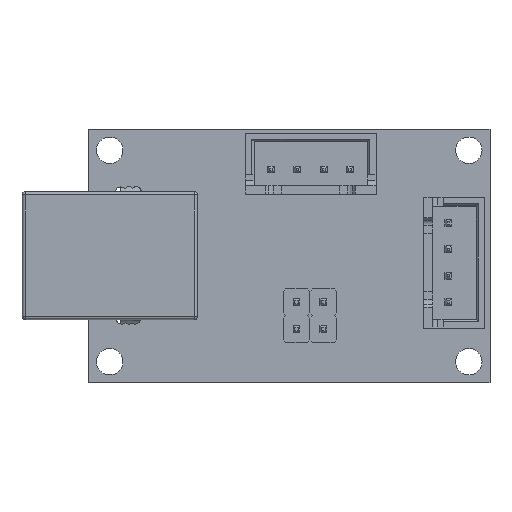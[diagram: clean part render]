
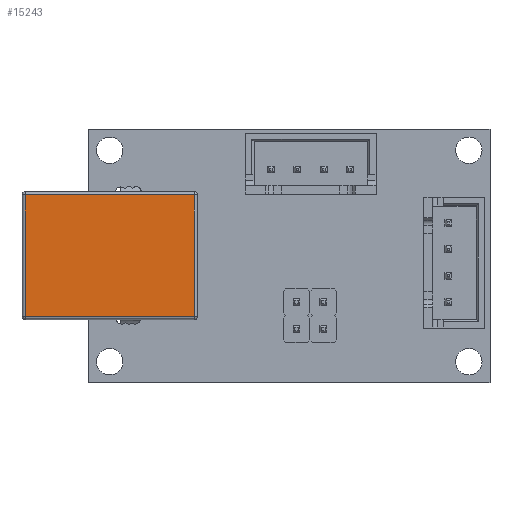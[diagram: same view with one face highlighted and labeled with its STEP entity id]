
A CAD part, top view. The second image highlights one B-rep face of the part: STEP entity #15243.
In plain terms, the highlighted face is planar.
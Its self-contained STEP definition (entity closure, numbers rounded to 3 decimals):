
#15096 = CYLINDRICAL_SURFACE('',#15097,0.3);
#15097 = AXIS2_PLACEMENT_3D('',#15098,#15099,#15100);
#15098 = CARTESIAN_POINT('',(0.3,10.45,16.6));
#15099 = DIRECTION('',(0.,0.,-1.));
#15100 = DIRECTION('',(-1.,0.,0.));
#15210 = CYLINDRICAL_SURFACE('',#15211,0.3);
#15211 = AXIS2_PLACEMENT_3D('',#15212,#15213,#15214);
#15212 = CARTESIAN_POINT('',(11.8,10.45,16.6));
#15213 = DIRECTION('',(0.,0.,-1.));
#15214 = DIRECTION('',(-1.,0.,0.));
#15243 = ADVANCED_FACE('',(#15244),#15258,.F.);
#15244 = FACE_BOUND('',#15245,.F.);
#15245 = EDGE_LOOP('',(#15246,#15276,#15304,#15327));
#15246 = ORIENTED_EDGE('',*,*,#15247,.F.);
#15247 = EDGE_CURVE('',#15248,#15250,#15252,.T.);
#15248 = VERTEX_POINT('',#15249);
#15249 = CARTESIAN_POINT('',(0.3,10.75,0.3));
#15250 = VERTEX_POINT('',#15251);
#15251 = CARTESIAN_POINT('',(0.3,10.75,16.3));
#15252 = SURFACE_CURVE('',#15253,(#15257,#15269),.PCURVE_S1.);
#15253 = LINE('',#15254,#15255);
#15254 = CARTESIAN_POINT('',(0.3,10.75,16.6));
#15255 = VECTOR('',#15256,1.);
#15256 = DIRECTION('',(0.,0.,1.));
#15257 = PCURVE('',#15258,#15263);
#15258 = PLANE('',#15259);
#15259 = AXIS2_PLACEMENT_3D('',#15260,#15261,#15262);
#15260 = CARTESIAN_POINT('',(0.,10.75,16.6));
#15261 = DIRECTION('',(0.,-1.,0.));
#15262 = DIRECTION('',(0.,0.,-1.));
#15263 = DEFINITIONAL_REPRESENTATION('',(#15264),#15268);
#15264 = LINE('',#15265,#15266);
#15265 = CARTESIAN_POINT('',(0.,0.3));
#15266 = VECTOR('',#15267,1.);
#15267 = DIRECTION('',(-1.,0.));
#15268 = ( GEOMETRIC_REPRESENTATION_CONTEXT(2) 
PARAMETRIC_REPRESENTATION_CONTEXT() REPRESENTATION_CONTEXT('2D SPACE',''
  ) );
#15269 = PCURVE('',#15096,#15270);
#15270 = DEFINITIONAL_REPRESENTATION('',(#15271),#15275);
#15271 = LINE('',#15272,#15273);
#15272 = CARTESIAN_POINT('',(1.571,0.));
#15273 = VECTOR('',#15274,1.);
#15274 = DIRECTION('',(0.,-1.));
#15275 = ( GEOMETRIC_REPRESENTATION_CONTEXT(2) 
PARAMETRIC_REPRESENTATION_CONTEXT() REPRESENTATION_CONTEXT('2D SPACE',''
  ) );
#15276 = ORIENTED_EDGE('',*,*,#15277,.F.);
#15277 = EDGE_CURVE('',#15278,#15248,#15280,.T.);
#15278 = VERTEX_POINT('',#15279);
#15279 = CARTESIAN_POINT('',(11.8,10.75,0.3));
#15280 = SURFACE_CURVE('',#15281,(#15285,#15292),.PCURVE_S1.);
#15281 = LINE('',#15282,#15283);
#15282 = CARTESIAN_POINT('',(0.,10.75,0.3));
#15283 = VECTOR('',#15284,1.);
#15284 = DIRECTION('',(-1.,0.,0.));
#15285 = PCURVE('',#15258,#15286);
#15286 = DEFINITIONAL_REPRESENTATION('',(#15287),#15291);
#15287 = LINE('',#15288,#15289);
#15288 = CARTESIAN_POINT('',(16.3,0.));
#15289 = VECTOR('',#15290,1.);
#15290 = DIRECTION('',(0.,-1.));
#15291 = ( GEOMETRIC_REPRESENTATION_CONTEXT(2) 
PARAMETRIC_REPRESENTATION_CONTEXT() REPRESENTATION_CONTEXT('2D SPACE',''
  ) );
#15292 = PCURVE('',#15293,#15298);
#15293 = CYLINDRICAL_SURFACE('',#15294,0.3);
#15294 = AXIS2_PLACEMENT_3D('',#15295,#15296,#15297);
#15295 = CARTESIAN_POINT('',(0.,10.45,0.3));
#15296 = DIRECTION('',(1.,0.,0.));
#15297 = DIRECTION('',(0.,0.,-1.));
#15298 = DEFINITIONAL_REPRESENTATION('',(#15299),#15303);
#15299 = LINE('',#15300,#15301);
#15300 = CARTESIAN_POINT('',(1.571,0.));
#15301 = VECTOR('',#15302,1.);
#15302 = DIRECTION('',(0.,-1.));
#15303 = ( GEOMETRIC_REPRESENTATION_CONTEXT(2) 
PARAMETRIC_REPRESENTATION_CONTEXT() REPRESENTATION_CONTEXT('2D SPACE',''
  ) );
#15304 = ORIENTED_EDGE('',*,*,#15305,.F.);
#15305 = EDGE_CURVE('',#15306,#15278,#15308,.T.);
#15306 = VERTEX_POINT('',#15307);
#15307 = CARTESIAN_POINT('',(11.8,10.75,16.3));
#15308 = SURFACE_CURVE('',#15309,(#15313,#15320),.PCURVE_S1.);
#15309 = LINE('',#15310,#15311);
#15310 = CARTESIAN_POINT('',(11.8,10.75,16.6));
#15311 = VECTOR('',#15312,1.);
#15312 = DIRECTION('',(0.,0.,-1.));
#15313 = PCURVE('',#15258,#15314);
#15314 = DEFINITIONAL_REPRESENTATION('',(#15315),#15319);
#15315 = LINE('',#15316,#15317);
#15316 = CARTESIAN_POINT('',(0.,11.8));
#15317 = VECTOR('',#15318,1.);
#15318 = DIRECTION('',(1.,0.));
#15319 = ( GEOMETRIC_REPRESENTATION_CONTEXT(2) 
PARAMETRIC_REPRESENTATION_CONTEXT() REPRESENTATION_CONTEXT('2D SPACE',''
  ) );
#15320 = PCURVE('',#15210,#15321);
#15321 = DEFINITIONAL_REPRESENTATION('',(#15322),#15326);
#15322 = LINE('',#15323,#15324);
#15323 = CARTESIAN_POINT('',(1.571,0.));
#15324 = VECTOR('',#15325,1.);
#15325 = DIRECTION('',(0.,1.));
#15326 = ( GEOMETRIC_REPRESENTATION_CONTEXT(2) 
PARAMETRIC_REPRESENTATION_CONTEXT() REPRESENTATION_CONTEXT('2D SPACE',''
  ) );
#15327 = ORIENTED_EDGE('',*,*,#15328,.F.);
#15328 = EDGE_CURVE('',#15250,#15306,#15329,.T.);
#15329 = SURFACE_CURVE('',#15330,(#15334,#15341),.PCURVE_S1.);
#15330 = LINE('',#15331,#15332);
#15331 = CARTESIAN_POINT('',(0.,10.75,16.3));
#15332 = VECTOR('',#15333,1.);
#15333 = DIRECTION('',(1.,0.,0.));
#15334 = PCURVE('',#15258,#15335);
#15335 = DEFINITIONAL_REPRESENTATION('',(#15336),#15340);
#15336 = LINE('',#15337,#15338);
#15337 = CARTESIAN_POINT('',(0.3,0.));
#15338 = VECTOR('',#15339,1.);
#15339 = DIRECTION('',(0.,1.));
#15340 = ( GEOMETRIC_REPRESENTATION_CONTEXT(2) 
PARAMETRIC_REPRESENTATION_CONTEXT() REPRESENTATION_CONTEXT('2D SPACE',''
  ) );
#15341 = PCURVE('',#15342,#15347);
#15342 = CYLINDRICAL_SURFACE('',#15343,0.3);
#15343 = AXIS2_PLACEMENT_3D('',#15344,#15345,#15346);
#15344 = CARTESIAN_POINT('',(0.,10.45,16.3));
#15345 = DIRECTION('',(-1.,0.,0.));
#15346 = DIRECTION('',(0.,0.,1.));
#15347 = DEFINITIONAL_REPRESENTATION('',(#15348),#15352);
#15348 = LINE('',#15349,#15350);
#15349 = CARTESIAN_POINT('',(1.571,0.));
#15350 = VECTOR('',#15351,1.);
#15351 = DIRECTION('',(0.,-1.));
#15352 = ( GEOMETRIC_REPRESENTATION_CONTEXT(2) 
PARAMETRIC_REPRESENTATION_CONTEXT() REPRESENTATION_CONTEXT('2D SPACE',''
  ) );
